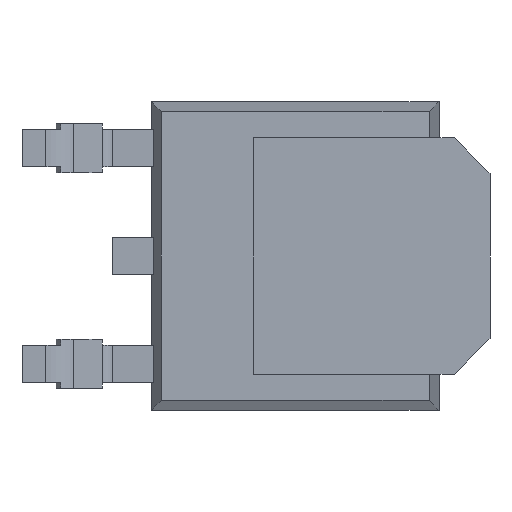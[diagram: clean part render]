
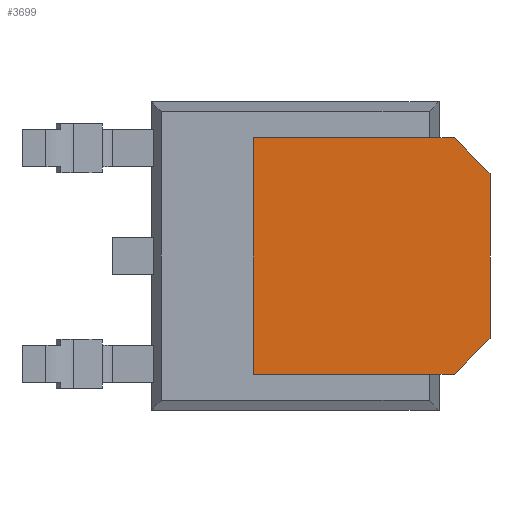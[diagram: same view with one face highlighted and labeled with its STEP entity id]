
A CAD part, front view. The second image highlights one B-rep face of the part: STEP entity #3699.
In plain terms, the highlighted planar face has unit normal (0, -1, 0).
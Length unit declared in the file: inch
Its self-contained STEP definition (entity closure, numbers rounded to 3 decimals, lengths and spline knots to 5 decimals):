
#100 = CARTESIAN_POINT ( 'NONE',  ( -0.00225, 0., 0.09875 ) ) ;
#119 = CARTESIAN_POINT ( 'NONE',  ( 0.16525, 0., 0.09875 ) ) ;
#191 = CARTESIAN_POINT ( 'NONE',  ( -0.00225, 0., 0.09875 ) ) ;
#213 = VECTOR ( 'NONE', #435, 39.37008 ) ;
#235 = EDGE_CURVE ( 'NONE', #2850, #317, #1899, .T. ) ;
#262 = ORIENTED_EDGE ( 'NONE', *, *, #1616, .F. ) ;
#317 = VERTEX_POINT ( 'NONE', #2817 ) ;
#435 = DIRECTION ( 'NONE',  ( 1., 0., 0. ) ) ;
#440 = CARTESIAN_POINT ( 'NONE',  ( -0.00225, 0., -0.09875 ) ) ;
#456 = CARTESIAN_POINT ( 'NONE',  ( -0.00225, 0., -0.09875 ) ) ;
#487 = VECTOR ( 'NONE', #1656, 39.37008 ) ;
#495 = ORIENTED_EDGE ( 'NONE', *, *, #1850, .F. ) ;
#523 = EDGE_CURVE ( 'NONE', #1192, #1898, #728, .T. ) ;
#618 = FACE_OUTER_BOUND ( 'NONE', #921, .T. ) ;
#669 = ORIENTED_EDGE ( 'NONE', *, *, #523, .F. ) ;
#728 = LINE ( 'NONE', #1263, #1653 ) ;
#857 = CARTESIAN_POINT ( 'NONE',  ( -0.00225, 0., -0.09875 ) ) ;
#869 = VERTEX_POINT ( 'NONE', #857 ) ;
#921 = EDGE_LOOP ( 'NONE', ( #2425, #2618, #669, #262, #2661, #495 ) ) ;
#984 = DIRECTION ( 'NONE',  ( 0., 0., -1. ) ) ;
#1192 = VERTEX_POINT ( 'NONE', #3301 ) ;
#1245 = LINE ( 'NONE', #1555, #2736 ) ;
#1263 = CARTESIAN_POINT ( 'NONE',  ( 0.19525, 0., -0.06875 ) ) ;
#1301 = DIRECTION ( 'NONE',  ( 0.707, 0., -0.707 ) ) ;
#1390 = VERTEX_POINT ( 'NONE', #2774 ) ;
#1555 = CARTESIAN_POINT ( 'NONE',  ( 0.16525, 0., -0.09875 ) ) ;
#1616 = EDGE_CURVE ( 'NONE', #317, #1192, #2215, .T. ) ;
#1618 = CARTESIAN_POINT ( 'NONE',  ( 0., 0., 0. ) ) ;
#1621 = AXIS2_PLACEMENT_3D ( 'NONE', #1618, #3151, #2493 ) ;
#1653 = VECTOR ( 'NONE', #984, 39.37008 ) ;
#1656 = DIRECTION ( 'NONE',  ( 0., 0., 1. ) ) ;
#1850 = EDGE_CURVE ( 'NONE', #869, #2850, #3456, .T. ) ;
#1851 = PLANE ( 'NONE',  #1621 ) ;
#1898 = VERTEX_POINT ( 'NONE', #2723 ) ;
#1899 = LINE ( 'NONE', #191, #213 ) ;
#1946 = LINE ( 'NONE', #440, #3052 ) ;
#2037 = VECTOR ( 'NONE', #1301, 39.37008 ) ;
#2157 = EDGE_CURVE ( 'NONE', #1898, #1390, #1245, .T. ) ;
#2215 = LINE ( 'NONE', #119, #2037 ) ;
#2425 = ORIENTED_EDGE ( 'NONE', *, *, #3059, .F. ) ;
#2493 = DIRECTION ( 'NONE',  ( 0., 0., 1. ) ) ;
#2618 = ORIENTED_EDGE ( 'NONE', *, *, #2157, .F. ) ;
#2661 = ORIENTED_EDGE ( 'NONE', *, *, #235, .F. ) ;
#2723 = CARTESIAN_POINT ( 'NONE',  ( 0.19525, 0., -0.06875 ) ) ;
#2736 = VECTOR ( 'NONE', #3033, 39.37008 ) ;
#2774 = CARTESIAN_POINT ( 'NONE',  ( 0.16525, 0., -0.09875 ) ) ;
#2817 = CARTESIAN_POINT ( 'NONE',  ( 0.16525, 0., 0.09875 ) ) ;
#2850 = VERTEX_POINT ( 'NONE', #100 ) ;
#3033 = DIRECTION ( 'NONE',  ( -0.707, 0., -0.707 ) ) ;
#3052 = VECTOR ( 'NONE', #3746, 39.37008 ) ;
#3059 = EDGE_CURVE ( 'NONE', #1390, #869, #1946, .T. ) ;
#3151 = DIRECTION ( 'NONE',  ( 0., 1., 0. ) ) ;
#3301 = CARTESIAN_POINT ( 'NONE',  ( 0.19525, 0., 0.06875 ) ) ;
#3456 = LINE ( 'NONE', #456, #487 ) ;
#3699 = ADVANCED_FACE ( 'N', ( #618 ), #1851, .F. ) ;
#3746 = DIRECTION ( 'NONE',  ( -1., 0., 0. ) ) ;
